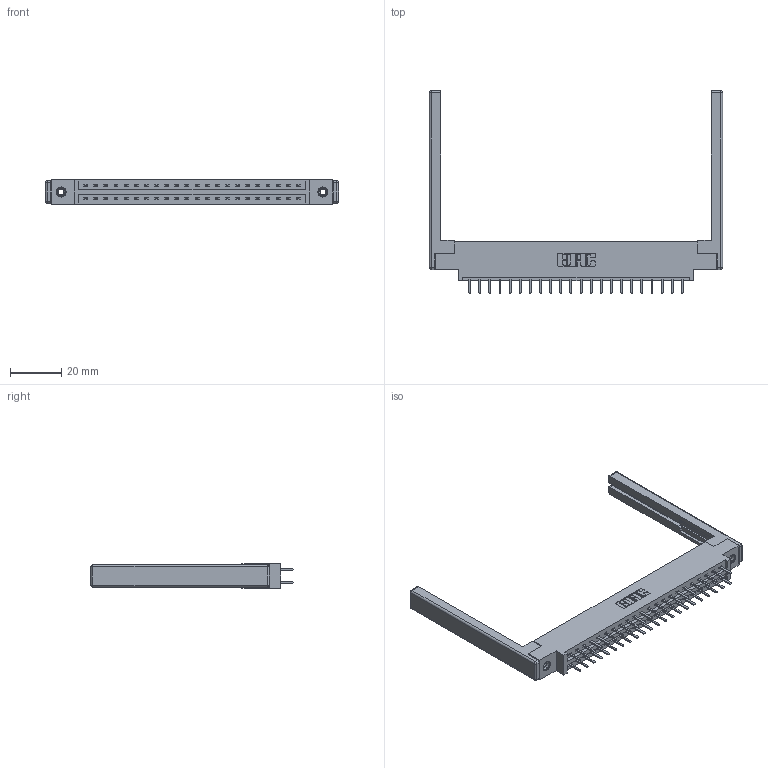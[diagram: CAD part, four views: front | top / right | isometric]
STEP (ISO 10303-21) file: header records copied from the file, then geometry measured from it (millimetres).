
FILE_DESCRIPTION (( 'STEP AP203' ), '1' );
FILE_NAME ('387-044-520-868.STEP', '2019-10-18T05:11:29', ( '' ), ( '' ), 'SwSTEP 2.0', 'SolidWorks 2016', '' );
FILE_SCHEMA (( 'CONFIG_CONTROL_DESIGN' ));
Length unit declared in the file: inch
Products named in the file (5): 345-250-001_345-250-001-102; 345-292-001_345-293-120; 307-220-068; 387-044-520-868; 337 Part_0.170 Offset - 0.156 Dia-TI
Assembly tree (49 placements, depth 2):
  387-044-520-868
    337 Part_0.170 Offset - 0.156 Dia-TI
    345-292-001_345-293-120  x44
    345-250-001_345-250-001-102  x2
    307-220-068  x2
Bounding box: 114.6 x 79.08 x 9.4 mm (x, y, z)
Volume: 16059.7 mm3; surface area: 17091.2 mm2
Topology: 49 solids, 49 shells, 2824 faces, 8149 edges, 5294 vertices
Faces by surface type: plane 1922, cylinder 878, cone 12, sphere 8, torus 4
Entity records: 22650 total; most frequent: CARTESIAN_POINT 3811, ORIENTED_EDGE 3724, DIRECTION 3336, EDGE_CURVE 1862, VECTOR 1680, LINE 1680, VERTEX_POINT 1230, AXIS2_PLACEMENT_3D 828
